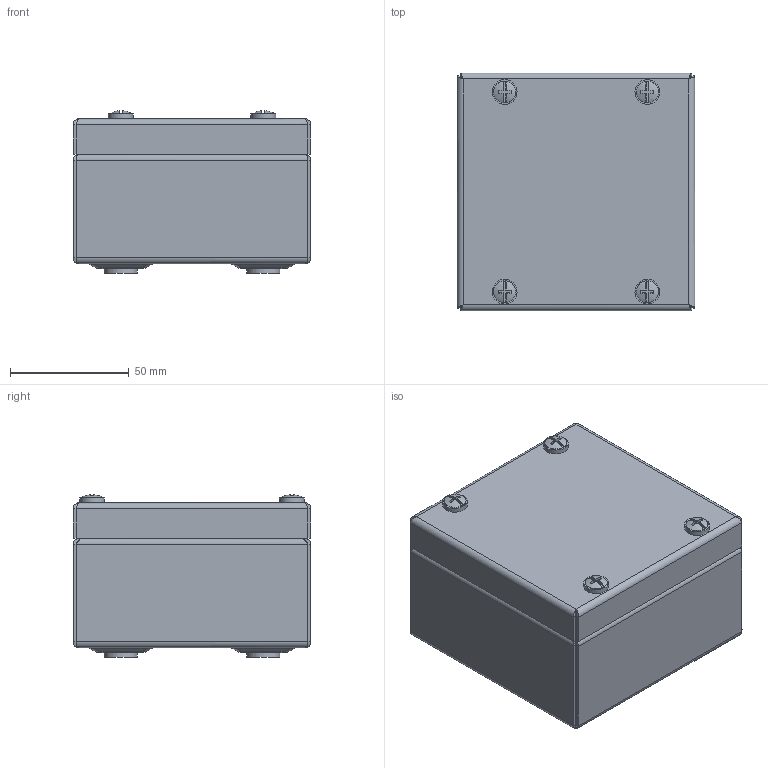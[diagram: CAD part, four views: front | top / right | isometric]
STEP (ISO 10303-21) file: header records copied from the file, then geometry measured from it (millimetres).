
FILE_DESCRIPTION(('FreeCAD Model'),'2;1');
FILE_NAME('10010061.STEP','2026-03-24T12:25:15',('Author'),(''), 'Open CASCADE STEP processor 7.3','FreeCAD','Unknown');
FILE_SCHEMA(('AUTOMOTIVE_DESIGN { 1 0 10303 214 1 1 1 1 }'));
Length unit declared in the file: millimetre
Products named in the file (13): 10010061; 56069; 42016; 86003_Bl.1,028; 42107001; 56087_Silicon_Dichtung; 42024; 82410_37101006; 41070003; 93216003; 93379; 94753003; 92081001
Assembly tree (26 placements, depth 3):
  10010061
    56069
      42016
      86003_Bl.1,028  x4
      42107001  x2
    56087_Silicon_Dichtung
      42024
      82410_37101006
      41070003  x4
      93216003  x4
      93379
    94753003  x4
    92081001  x2
Bounding box: 100 x 100 x 68.36 mm (x, y, z)
Volume: 101160.1 mm3; surface area: 128592.8 mm2
Topology: 24 solids, 24 shells, 793 faces, 1696 edges, 998 vertices
Faces by surface type: plane 403, cylinder 222, bspline 80, cone 44, sphere 24, torus 16, revolution 4
Full cylindrical faces by diameter (mm): 3.3 x2, 4.2 x4, 4.7 x2, 5 x6, 5.9 x4, 6 x1, 7 x12, 8 x10, 8.5 x4, 9 x4, 10 x8, 10.4 x4, 12 x1, 14 x4
Entity records: 16328 total; most frequent: CARTESIAN_POINT 5115, ORIENTED_EDGE 2140, DIRECTION 2015, EDGE_CURVE 1070, AXIS2_PLACEMENT_3D 713, VERTEX_POINT 614, LINE 588, VECTOR 588
